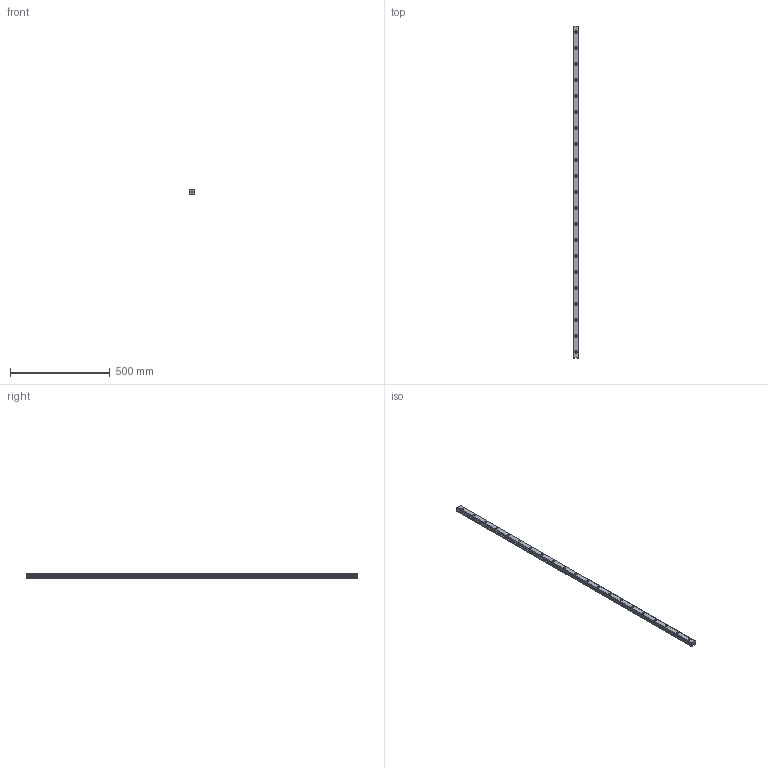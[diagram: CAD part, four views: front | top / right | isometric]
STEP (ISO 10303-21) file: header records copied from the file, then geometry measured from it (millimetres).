
FILE_DESCRIPTION(('STEP AP214'),'1');
FILE_NAME('cctmp_2DD90682-4351-443F-B1D4-DDD914D14158_2021_02_10_13_24_02_0011..stp','2021-02-10T12:24:02',('HIWIN GmbH'),('CADClick - www.CADClick.com'),'Spatial InterOp 3D',' ','unknown authorization');
FILE_SCHEMA(('AUTOMOTIVE_DESIGN'));
Length unit declared in the file: millimetre
Products named in the file (1): EGR30R1660C_FILE
Bounding box: 28 x 1660 x 23 mm (x, y, z)
Volume: 927740.6 mm3; surface area: 187053.4 mm2
Topology: 1 solids, 1 shells, 292 faces, 669 edges, 446 vertices
Faces by surface type: plane 148, cylinder 144
Entity records: 10701 total; most frequent: DIRECTION 1543, CARTESIAN_POINT 1408, ORIENTED_EDGE 1338, EDGE_CURVE 669, AXIS2_PLACEMENT_3D 581, VERTEX_POINT 446, LINE 381, VECTOR 381
